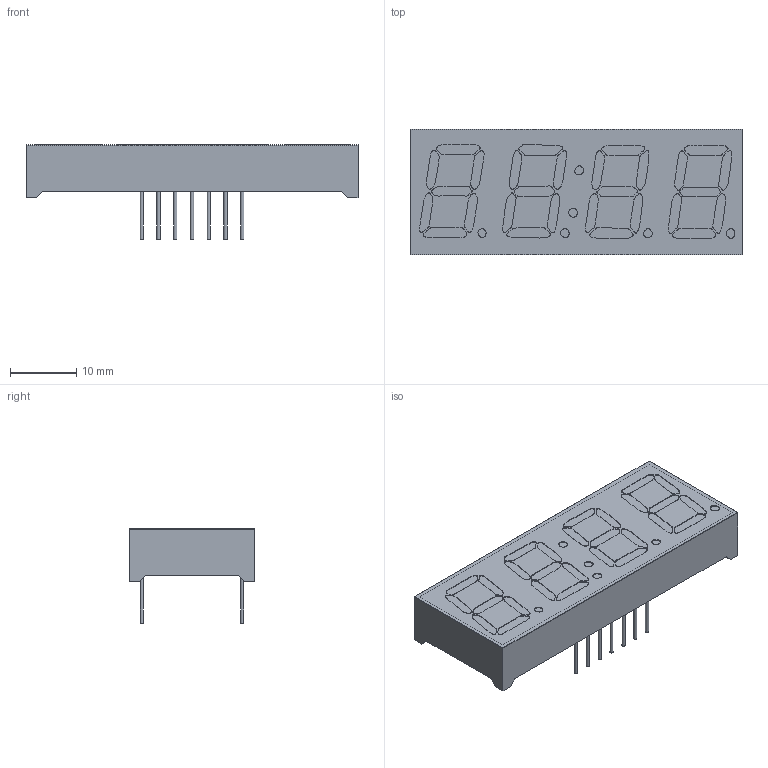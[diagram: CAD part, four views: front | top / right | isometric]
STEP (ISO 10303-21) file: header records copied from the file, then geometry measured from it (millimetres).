
FILE_DESCRIPTION(/* description */ (''),/* implementation_level */ '2;1');
FILE_NAME(/* name */ 'KW4-56NXLB-P.step',/* time_stamp */ '2021-04-04T20:29:29+02:00',/* author */ (''),/* organization */ (''),/* preprocessor_version */ 'ST-DEVELOPER v18.1',/* originating_system */ 'Autodesk Translation Framework v9.10.0.1330',/* authorisation */ '');
FILE_SCHEMA (('AUTOMOTIVE_DESIGN { 1 0 10303 214 3 1 1 }'));
Length unit declared in the file: millimetre
Products named in the file (1): KW4-56NXLB-P
Bounding box: 50.3 x 19 x 14.3 mm (x, y, z)
Volume: 6704.3 mm3; surface area: 9973.8 mm2
Topology: 19 solids, 19 shells, 482 faces, 1335 edges, 890 vertices
Faces by surface type: bspline 372, plane 96, cylinder 14
Full cylindrical faces by diameter (mm): 0.51 x14
Entity records: 16781 total; most frequent: CARTESIAN_POINT 7560, ORIENTED_EDGE 2670, EDGE_CURVE 1335, VERTEX_POINT 890, DIRECTION 841, LINE 563, VECTOR 563, EDGE_LOOP 551
